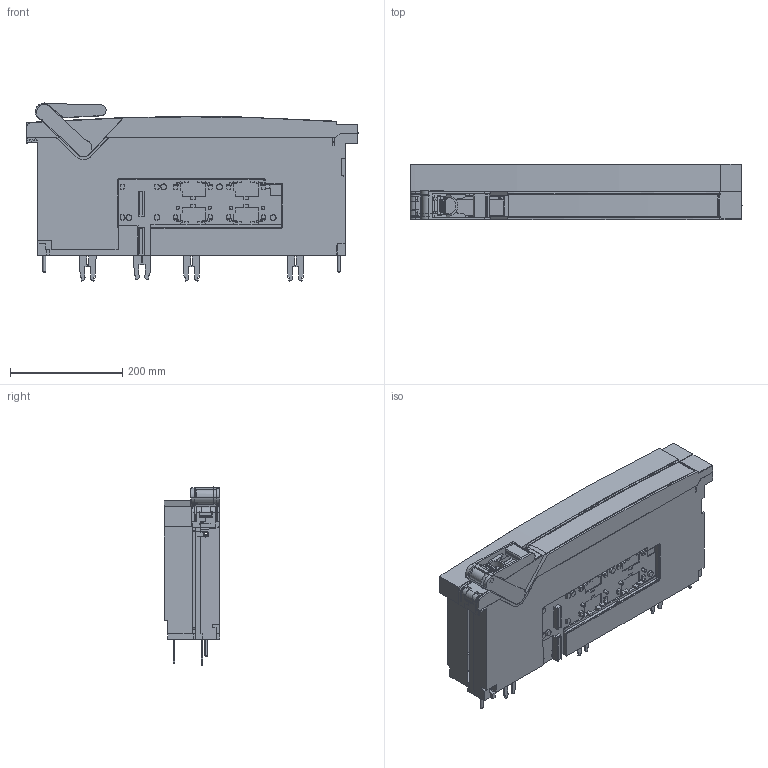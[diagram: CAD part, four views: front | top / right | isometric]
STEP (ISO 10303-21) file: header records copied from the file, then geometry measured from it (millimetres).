
FILE_DESCRIPTION((''),'2;1');
FILE_NAME('XRG00-185-10-4P-SI','2023-08-21T11:00:09',('20724'),(''),'CREO PARAMETRIC BY PTC INC, 2016390','CREO PARAMETRIC BY PTC INC, 2016390','');
FILE_SCHEMA(('AUTOMOTIVE_DESIGN { 1 0 10303 214 1 1 1 1 }'));
Products named in the file (1): XRG00-185-10-4P-SI
Bounding box: 591.48 x 99.2 x 317.13 mm (x, y, z)
Volume: 18943.1 mm3; surface area: 842655 mm2
Topology: 1 solids, 89 shells, 1941 faces, 6132 edges, 4304 vertices
Faces by surface type: plane 1390, cylinder 334, cone 173, extrusion 20, torus 15, bspline 8, sphere 1
Entity records: 88643 total; most frequent: CARTESIAN_POINT 15679, ORIENTED_EDGE 11025, DIRECTION 10433, EDGE_CURVE 6131, PRESENTATION_STYLE_ASSIGNMENT 6040, STYLED_ITEM 5909, CURVE_STYLE 5798, VECTOR 4661
